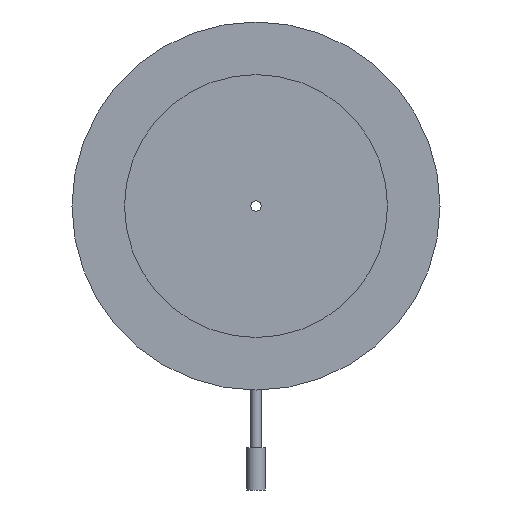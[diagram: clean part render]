
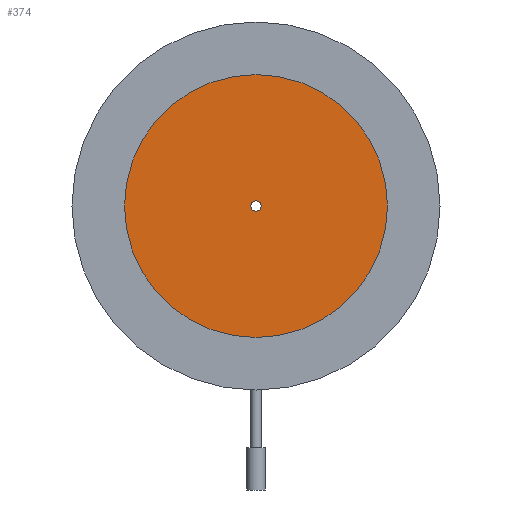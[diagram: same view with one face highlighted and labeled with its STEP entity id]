
A CAD part, front view. The second image highlights one B-rep face of the part: STEP entity #374.
In plain terms, the highlighted planar face has unit normal (0, -1, 0).
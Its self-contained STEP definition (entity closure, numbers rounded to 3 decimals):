
#1 = DIRECTION ( 'NONE',  ( 0., -1., 0. ) ) ;
#18 = CARTESIAN_POINT ( 'NONE',  ( 0., -0.9, 1. ) ) ;
#54 = AXIS2_PLACEMENT_3D ( 'NONE', #455, #76, #379 ) ;
#62 = CARTESIAN_POINT ( 'NONE',  ( 0., -0.9, 0. ) ) ;
#76 = DIRECTION ( 'NONE',  ( 0., 1., 0. ) ) ;
#79 = FACE_OUTER_BOUND ( 'NONE', #461, .T. ) ;
#80 = ORIENTED_EDGE ( 'NONE', *, *, #108, .F. ) ;
#82 = CARTESIAN_POINT ( 'NONE',  ( 0., -0.9, 0. ) ) ;
#86 = VERTEX_POINT ( 'NONE', #521 ) ;
#89 = CIRCLE ( 'NONE', #235, 1. ) ;
#90 = ORIENTED_EDGE ( 'NONE', *, *, #285, .F. ) ;
#98 = CIRCLE ( 'NONE', #213, 25. ) ;
#106 = CARTESIAN_POINT ( 'NONE',  ( 0., -0.9, 0. ) ) ;
#108 = EDGE_CURVE ( 'NONE', #252, #196, #98, .T. ) ;
#116 = CIRCLE ( 'NONE', #160, 1. ) ;
#156 = ORIENTED_EDGE ( 'NONE', *, *, #406, .F. ) ;
#160 = AXIS2_PLACEMENT_3D ( 'NONE', #82, #253, #423 ) ;
#196 = VERTEX_POINT ( 'NONE', #528 ) ;
#201 = VERTEX_POINT ( 'NONE', #18 ) ;
#213 = AXIS2_PLACEMENT_3D ( 'NONE', #106, #447, #275 ) ;
#216 = FACE_BOUND ( 'NONE', #335, .T. ) ;
#235 = AXIS2_PLACEMENT_3D ( 'NONE', #62, #314, #358 ) ;
#252 = VERTEX_POINT ( 'NONE', #375 ) ;
#253 = DIRECTION ( 'NONE',  ( 0., -1., 0. ) ) ;
#275 = DIRECTION ( 'NONE',  ( 0., 0., 1. ) ) ;
#285 = EDGE_CURVE ( 'NONE', #196, #252, #502, .T. ) ;
#287 = AXIS2_PLACEMENT_3D ( 'NONE', #432, #1, #344 ) ;
#314 = DIRECTION ( 'NONE',  ( 0., -1., 0. ) ) ;
#335 = EDGE_LOOP ( 'NONE', ( #456, #156 ) ) ;
#344 = DIRECTION ( 'NONE',  ( 0., 0., 1. ) ) ;
#358 = DIRECTION ( 'NONE',  ( 0., 0., -1. ) ) ;
#374 = ADVANCED_FACE ( 'NONE', ( #216, #79 ), #393, .T. ) ;
#375 = CARTESIAN_POINT ( 'NONE',  ( 0., -0.9, -25. ) ) ;
#379 = DIRECTION ( 'NONE',  ( 0., 0., 1. ) ) ;
#393 = PLANE ( 'NONE',  #287 ) ;
#406 = EDGE_CURVE ( 'NONE', #201, #86, #116, .T. ) ;
#423 = DIRECTION ( 'NONE',  ( 0., 0., -1. ) ) ;
#432 = CARTESIAN_POINT ( 'NONE',  ( 0., -0.9, 0. ) ) ;
#440 = EDGE_CURVE ( 'NONE', #86, #201, #89, .T. ) ;
#447 = DIRECTION ( 'NONE',  ( 0., 1., 0. ) ) ;
#455 = CARTESIAN_POINT ( 'NONE',  ( 0., -0.9, 0. ) ) ;
#456 = ORIENTED_EDGE ( 'NONE', *, *, #440, .F. ) ;
#461 = EDGE_LOOP ( 'NONE', ( #80, #90 ) ) ;
#502 = CIRCLE ( 'NONE', #54, 25. ) ;
#521 = CARTESIAN_POINT ( 'NONE',  ( 0., -0.9, -1. ) ) ;
#528 = CARTESIAN_POINT ( 'NONE',  ( 0., -0.9, 25. ) ) ;
